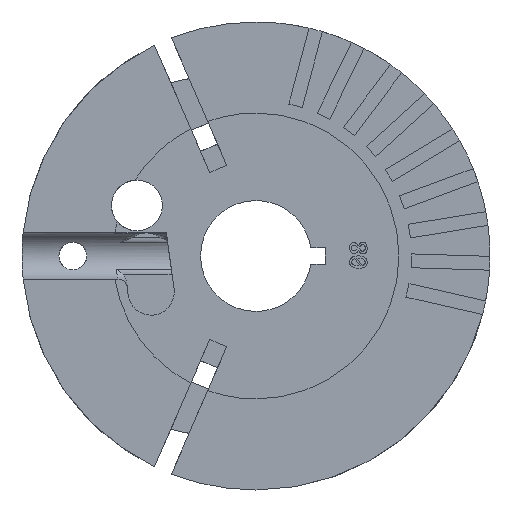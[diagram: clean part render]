
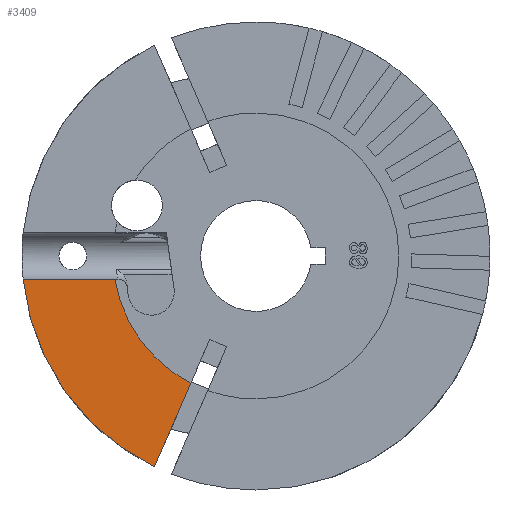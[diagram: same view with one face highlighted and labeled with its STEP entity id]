
A CAD part, left-side view. The second image highlights one B-rep face of the part: STEP entity #3409.
In plain terms, the highlighted planar face has unit normal (-1, 0, 0).
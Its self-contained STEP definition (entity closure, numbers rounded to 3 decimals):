
#125 = CARTESIAN_POINT ( 'NONE',  ( 1.6, 0., 0. ) ) ;
#130 = VECTOR ( 'NONE', #5536, 1000. ) ;
#320 = CARTESIAN_POINT ( 'NONE',  ( 1.6, 2.597, -2.5 ) ) ;
#679 = PLANE ( 'NONE',  #1944 ) ;
#940 = CIRCLE ( 'NONE', #5318, 15.475 ) ;
#953 = DIRECTION ( 'NONE',  ( 0., 0., 1. ) ) ;
#994 = CARTESIAN_POINT ( 'NONE',  ( 1.6, 0.917, 0.398 ) ) ;
#1240 = CARTESIAN_POINT ( 'NONE',  ( 1.6, 25.201, -2.5 ) ) ;
#1322 = ORIENTED_EDGE ( 'NONE', *, *, #4344, .T. ) ;
#1927 = LINE ( 'NONE', #320, #130 ) ;
#1944 = AXIS2_PLACEMENT_3D ( 'NONE', #125, #4368, #5461 ) ;
#2027 = DIRECTION ( 'NONE',  ( -1., 0., 0. ) ) ;
#2133 = EDGE_LOOP ( 'NONE', ( #1322, #7300, #6897, #7345 ) ) ;
#2344 = CIRCLE ( 'NONE', #6709, 25.325 ) ;
#2400 = CARTESIAN_POINT ( 'NONE',  ( 1.6, 7.064, -13.769 ) ) ;
#2733 = CARTESIAN_POINT ( 'NONE',  ( 1.6, 10.989, -22.816 ) ) ;
#2756 = CARTESIAN_POINT ( 'NONE',  ( 1.6, 0., 0. ) ) ;
#3051 = VERTEX_POINT ( 'NONE', #1240 ) ;
#3185 = EDGE_CURVE ( 'NONE', #5820, #5618, #4602, .T. ) ;
#3409 = ADVANCED_FACE ( 'NONE', ( #5534 ), #679, .T. ) ;
#3938 = DIRECTION ( 'NONE',  ( 0., -0.398, 0.917 ) ) ;
#4308 = CARTESIAN_POINT ( 'NONE',  ( 1.6, 0., 0. ) ) ;
#4344 = EDGE_CURVE ( 'NONE', #3051, #5820, #2344, .T. ) ;
#4368 = DIRECTION ( 'NONE',  ( -1., 0., 0. ) ) ;
#4602 = LINE ( 'NONE', #994, #7560 ) ;
#4940 = VERTEX_POINT ( 'NONE', #7733 ) ;
#5318 = AXIS2_PLACEMENT_3D ( 'NONE', #4308, #2027, #6642 ) ;
#5461 = DIRECTION ( 'NONE',  ( 0., 0., 1. ) ) ;
#5534 = FACE_OUTER_BOUND ( 'NONE', #2133, .T. ) ;
#5536 = DIRECTION ( 'NONE',  ( 0., 1., 0. ) ) ;
#5618 = VERTEX_POINT ( 'NONE', #2400 ) ;
#5820 = VERTEX_POINT ( 'NONE', #2733 ) ;
#6312 = DIRECTION ( 'NONE',  ( -1., 0., 0. ) ) ;
#6482 = EDGE_CURVE ( 'NONE', #4940, #3051, #1927, .T. ) ;
#6642 = DIRECTION ( 'NONE',  ( 0., 0., 1. ) ) ;
#6709 = AXIS2_PLACEMENT_3D ( 'NONE', #2756, #6312, #953 ) ;
#6897 = ORIENTED_EDGE ( 'NONE', *, *, #7059, .F. ) ;
#7059 = EDGE_CURVE ( 'NONE', #4940, #5618, #940, .T. ) ;
#7300 = ORIENTED_EDGE ( 'NONE', *, *, #3185, .T. ) ;
#7345 = ORIENTED_EDGE ( 'NONE', *, *, #6482, .T. ) ;
#7560 = VECTOR ( 'NONE', #3938, 1000. ) ;
#7733 = CARTESIAN_POINT ( 'NONE',  ( 1.6, 15.272, -2.5 ) ) ;
